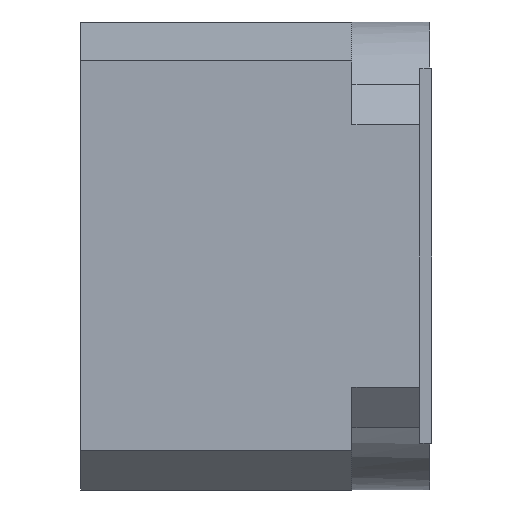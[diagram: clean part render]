
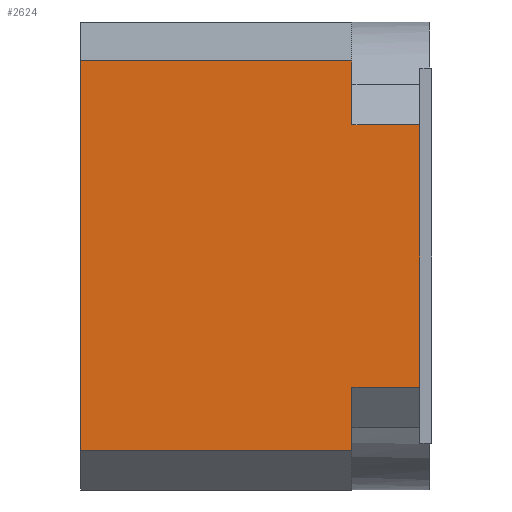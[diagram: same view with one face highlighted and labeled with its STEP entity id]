
A CAD part, left-side view. The second image highlights one B-rep face of the part: STEP entity #2624.
In plain terms, the highlighted planar face has unit normal (-1, 0, 0).
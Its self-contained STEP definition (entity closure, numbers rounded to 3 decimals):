
#132=PLANE('',#2737);
#211=FACE_OUTER_BOUND('',#317,.T.);
#317=EDGE_LOOP('',(#2095,#2096,#2097,#2098,#2099,#2100,#2101,#2102));
#409=LINE('',#3358,#734);
#620=LINE('',#4765,#945);
#621=LINE('',#4767,#946);
#622=LINE('',#4769,#947);
#623=LINE('',#4770,#948);
#624=LINE('',#4772,#949);
#625=LINE('',#4774,#950);
#626=LINE('',#4775,#951);
#734=VECTOR('',#2842,1000.);
#945=VECTOR('',#3061,1000.);
#946=VECTOR('',#3062,1000.);
#947=VECTOR('',#3063,1000.);
#948=VECTOR('',#3064,1000.);
#949=VECTOR('',#3065,1000.);
#950=VECTOR('',#3066,1000.);
#951=VECTOR('',#3067,1000.);
#1069=VERTEX_POINT('',#3355);
#1070=VERTEX_POINT('',#3357);
#1333=VERTEX_POINT('',#4763);
#1334=VERTEX_POINT('',#4764);
#1335=VERTEX_POINT('',#4766);
#1336=VERTEX_POINT('',#4768);
#1337=VERTEX_POINT('',#4771);
#1338=VERTEX_POINT('',#4773);
#1428=EDGE_CURVE('',#1069,#1070,#409,.T.);
#1693=EDGE_CURVE('',#1333,#1334,#620,.T.);
#1694=EDGE_CURVE('',#1335,#1334,#621,.T.);
#1695=EDGE_CURVE('',#1336,#1335,#622,.T.);
#1696=EDGE_CURVE('',#1336,#1070,#623,.T.);
#1697=EDGE_CURVE('',#1337,#1069,#624,.T.);
#1698=EDGE_CURVE('',#1337,#1338,#625,.T.);
#1699=EDGE_CURVE('',#1338,#1333,#626,.T.);
#2095=ORIENTED_EDGE('',*,*,#1693,.T.);
#2096=ORIENTED_EDGE('',*,*,#1694,.F.);
#2097=ORIENTED_EDGE('',*,*,#1695,.F.);
#2098=ORIENTED_EDGE('',*,*,#1696,.T.);
#2099=ORIENTED_EDGE('',*,*,#1428,.F.);
#2100=ORIENTED_EDGE('',*,*,#1697,.F.);
#2101=ORIENTED_EDGE('',*,*,#1698,.T.);
#2102=ORIENTED_EDGE('',*,*,#1699,.T.);
#2624=ADVANCED_FACE('',(#211),#132,.F.);
#2737=AXIS2_PLACEMENT_3D('',#4762,#3059,#3060);
#2842=DIRECTION('',(0.,0.,1.));
#3059=DIRECTION('center_axis',(1.,0.,0.));
#3060=DIRECTION('ref_axis',(0.,0.,-1.));
#3061=DIRECTION('',(0.,0.,1.));
#3062=DIRECTION('',(0.,-1.,0.));
#3063=DIRECTION('',(0.,0.,-1.));
#3064=DIRECTION('',(0.,1.,0.));
#3065=DIRECTION('',(0.,1.,0.));
#3066=DIRECTION('',(0.,0.,1.));
#3067=DIRECTION('',(0.,-1.,0.));
#3355=CARTESIAN_POINT('',(-3.,2.24,-2.5));
#3357=CARTESIAN_POINT('',(-3.,2.24,2.5));
#3358=CARTESIAN_POINT('',(-3.,2.24,3.));
#4762=CARTESIAN_POINT('Origin',(-3.,2.24,3.));
#4763=CARTESIAN_POINT('',(-3.,-2.11,-1.68));
#4764=CARTESIAN_POINT('',(-3.,-2.11,1.68));
#4765=CARTESIAN_POINT('',(-3.,-2.11,2.2));
#4766=CARTESIAN_POINT('',(-3.,-1.24,1.68));
#4767=CARTESIAN_POINT('',(-3.,-1.24,1.68));
#4768=CARTESIAN_POINT('',(-3.,-1.24,2.5));
#4769=CARTESIAN_POINT('',(-3.,-1.24,3.1));
#4770=CARTESIAN_POINT('',(-3.,-2.241,2.5));
#4771=CARTESIAN_POINT('',(-3.,-1.24,-2.5));
#4772=CARTESIAN_POINT('',(-3.,-2.241,-2.5));
#4773=CARTESIAN_POINT('',(-3.,-1.24,-1.68));
#4774=CARTESIAN_POINT('',(-3.,-1.24,-3.1));
#4775=CARTESIAN_POINT('',(-3.,-1.24,-1.68));
